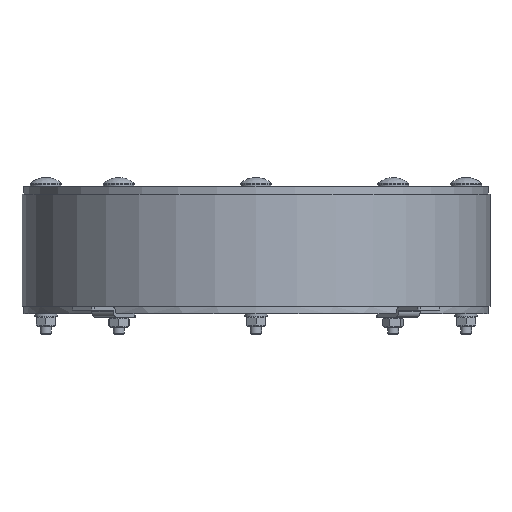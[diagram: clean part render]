
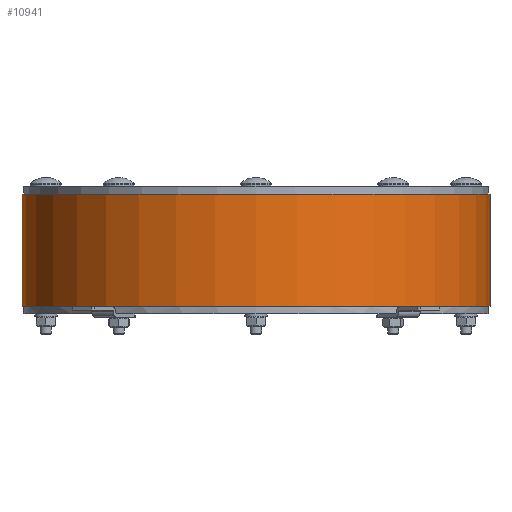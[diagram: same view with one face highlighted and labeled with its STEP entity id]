
A CAD part, front view. The second image highlights one B-rep face of the part: STEP entity #10941.
In plain terms, the highlighted cylindrical face has radius 125 mm (diameter 250 mm), a partial arc.
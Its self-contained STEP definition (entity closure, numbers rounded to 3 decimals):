
#1268=FACE_OUTER_BOUND('',#1994,.T.);
#1994=EDGE_LOOP('',(#8636,#8637,#8638,#8639));
#2728=LINE('',#17099,#3580);
#2729=LINE('',#17100,#3581);
#3580=VECTOR('',#13883,10.);
#3581=VECTOR('',#13884,10.);
#4295=CIRCLE('',#11946,125.);
#4296=CIRCLE('',#11947,125.);
#4919=VERTEX_POINT('',#17087);
#4920=VERTEX_POINT('',#17089);
#4921=VERTEX_POINT('',#17093);
#4922=VERTEX_POINT('',#17095);
#6112=EDGE_CURVE('',#4922,#4920,#2728,.T.);
#6113=EDGE_CURVE('',#4919,#4921,#2729,.T.);
#6298=EDGE_CURVE('',#4920,#4919,#4295,.T.);
#6299=EDGE_CURVE('',#4921,#4922,#4296,.T.);
#8636=ORIENTED_EDGE('',*,*,#6113,.F.);
#8637=ORIENTED_EDGE('',*,*,#6298,.F.);
#8638=ORIENTED_EDGE('',*,*,#6112,.F.);
#8639=ORIENTED_EDGE('',*,*,#6299,.F.);
#9857=CYLINDRICAL_SURFACE('',#11945,125.);
#10941=ADVANCED_FACE('',(#1268),#9857,.T.);
#11945=AXIS2_PLACEMENT_3D('',#17529,#14273,#14274);
#11946=AXIS2_PLACEMENT_3D('',#17530,#14275,#14276);
#11947=AXIS2_PLACEMENT_3D('',#17531,#14277,#14278);
#13883=DIRECTION('',(0.,0.,1.));
#13884=DIRECTION('',(0.,0.,-1.));
#14273=DIRECTION('center_axis',(0.,0.,1.));
#14274=DIRECTION('ref_axis',(-1.,0.,0.));
#14275=DIRECTION('center_axis',(0.,0.,1.));
#14276=DIRECTION('ref_axis',(-1.,0.,0.));
#14277=DIRECTION('center_axis',(0.,0.,-1.));
#14278=DIRECTION('ref_axis',(-1.,0.,0.));
#17087=CARTESIAN_POINT('',(125.,0.,65.));
#17089=CARTESIAN_POINT('',(-125.,0.,65.));
#17093=CARTESIAN_POINT('',(125.,0.,5.));
#17095=CARTESIAN_POINT('',(-125.,0.,5.));
#17099=CARTESIAN_POINT('',(-125.,0.,35.));
#17100=CARTESIAN_POINT('',(125.,0.,35.));
#17529=CARTESIAN_POINT('Origin',(0.,0.,35.));
#17530=CARTESIAN_POINT('Origin',(0.,0.,65.));
#17531=CARTESIAN_POINT('Origin',(0.,0.,5.));
